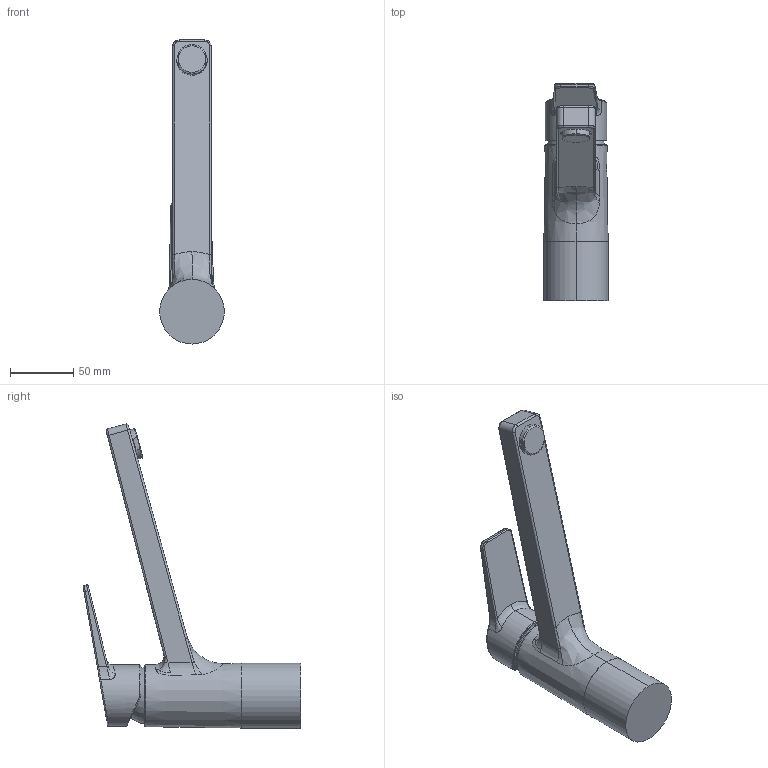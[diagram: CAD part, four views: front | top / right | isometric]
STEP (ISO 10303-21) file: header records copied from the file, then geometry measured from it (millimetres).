
FILE_DESCRIPTION (( 'STEP AP203' ), '1' );
FILE_NAME ('0914228333.STEP', '2021-01-14T07:14:19', ( '' ), ( '' ), 'SwSTEP 2.0', 'SolidWorks 2016', '' );
FILE_SCHEMA (( 'CONFIG_CONTROL_DESIGN' ));
Length unit declared in the file: millimetre
Products named in the file (1): 0914228333
Bounding box: 51 x 171.65 x 239.85 mm (x, y, z)
Volume: 440322.6 mm3; surface area: 53224.9 mm2
Topology: 1 solids, 1 shells, 100 faces, 236 edges, 143 vertices
Faces by surface type: bspline 37, cylinder 28, plane 22, torus 7, cone 6
Entity records: 6008 total; most frequent: CARTESIAN_POINT 3988, ORIENTED_EDGE 472, DIRECTION 277, EDGE_CURVE 236, VERTEX_POINT 143, B_SPLINE_CURVE_WITH_KNOTS 123, AXIS2_PLACEMENT_3D 106, EDGE_LOOP 105
